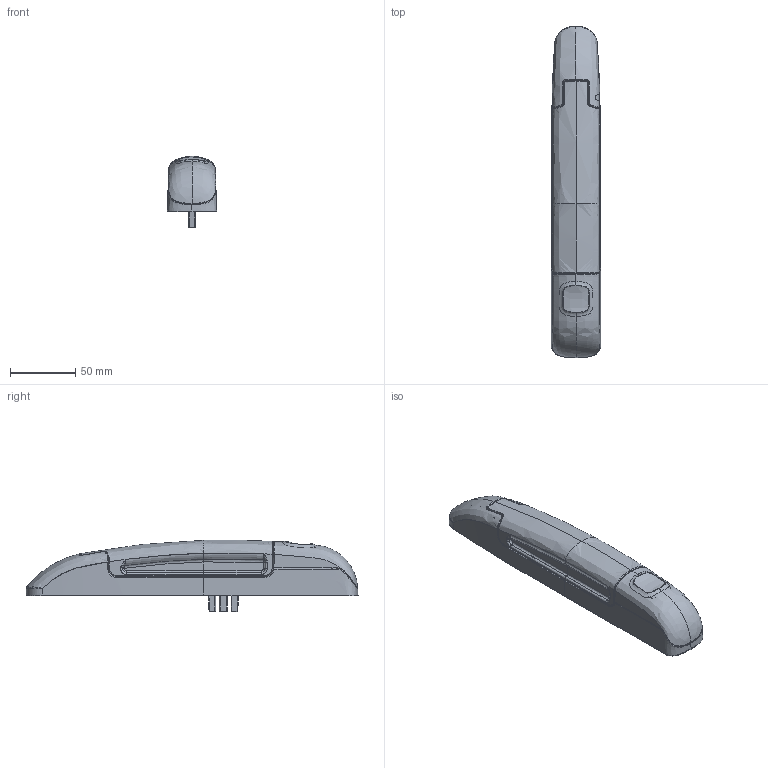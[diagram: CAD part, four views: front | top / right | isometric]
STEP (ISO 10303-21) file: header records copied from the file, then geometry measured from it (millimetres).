
FILE_DESCRIPTION (( 'STEP AP203' ), '1' );
FILE_NAME ('204.2.12.20.03.00.1.STEP', '2019-07-19T05:56:17', ( '' ), ( '' ), 'SwSTEP 2.0', 'SolidWorks 2018', '' );
FILE_SCHEMA (( 'CONFIG_CONTROL_DESIGN' ));
Length unit declared in the file: inch
Products named in the file (24): Pim ﾘ4x26 pim_Varsay考an_1; 30603062_1; Arka Kapak_Varsay考an_1; Part3^asdda_Varsay考an_1; 204.2.12.20.03.00.1; 30603062-1_1; yddk_tozkapag齙Varsay峫an; 22001065-adaptor_Varsay考an_1; M3X10 DOﾐRU_Varsay考an; 30603062.sldasm-Part-2_1; Kol-zamak_Varsay考an_1; 27_Varsay考an_1; Kayar Par軋_Varsay考an_1; 30603137_M3x10_Varsay考an_1; 30603118_M5x10_Varsay考an_1; 30603062.sldasm-Part-1_1; Kol-Cark_Varsay考an_1; 32002136_Varsay考an_1; 26_Varsay考an_1; 2017-10-02-Gde-Plastik_Varsay考an_1; 30603062_M4.2x12_Varsay考an_1; 20401026-dil_Varsay考an_1; 30603062.sldasm-subassembly-1_1; 28_Varsay考an_1
Assembly tree (25 placements, depth 4):
  204.2.12.20.03.00.1
    2017-10-02-Gde-Plastik_Varsay考an_1
    Kol-zamak_Varsay考an_1
    Kol-Cark_Varsay考an_1
    Pim ﾘ4x26 pim_Varsay考an_1
    Kayar Par軋_Varsay考an_1
    Arka Kapak_Varsay考an_1
    30603137_M3x10_Varsay考an_1
    26_Varsay考an_1
    27_Varsay考an_1
    28_Varsay考an_1
    20401026-dil_Varsay考an_1
    22001065-adaptor_Varsay考an_1
    32002136_Varsay考an_1
    Part3^asdda_Varsay考an_1
    30603062_M4.2x12_Varsay考an_1  x2
      30603062.sldasm-subassembly-1_1
        30603062_1
        30603062-1_1
      30603062.sldasm-Part-1_1
      30603062.sldasm-Part-2_1
    yddk_tozkapag齙Varsay峫an
    30603118_M5x10_Varsay考an_1
    M3X10 DOﾐRU_Varsay考an  x2
Bounding box: 37.63 x 254.2 x 54.96 mm (x, y, z)
Volume: 171919.1 mm3; surface area: 122347.9 mm2
Topology: 20 solids, 26 shells, 3025 faces, 7862 edges, 4887 vertices
Faces by surface type: plane 1045, bspline 920, cylinder 852, cone 108, torus 50, sphere 50
Entity records: 285721 total; most frequent: CARTESIAN_POINT 219649, ORIENTED_EDGE 14954, DIRECTION 10746, EDGE_CURVE 7484, VERTEX_POINT 4680, AXIS2_PLACEMENT_3D 3673, VECTOR 3400, LINE 3400
